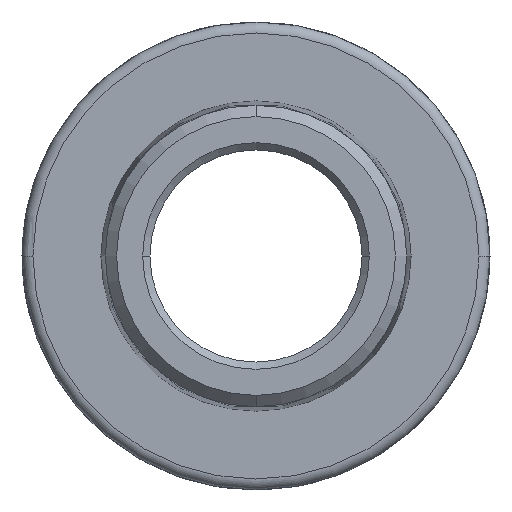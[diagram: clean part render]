
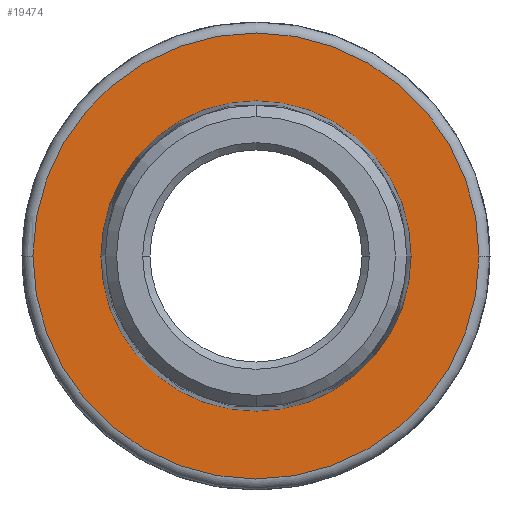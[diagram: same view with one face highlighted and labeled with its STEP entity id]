
A CAD part, front view. The second image highlights one B-rep face of the part: STEP entity #19474.
In plain terms, the highlighted planar face has unit normal (0, -1, 0).
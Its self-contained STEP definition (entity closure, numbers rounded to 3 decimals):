
#67=CARTESIAN_POINT('',(0.,-21.,0.));
#68=DIRECTION('',(0.,1.,0.));
#69=DIRECTION('',(1.,0.,-0.004));
#70=AXIS2_PLACEMENT_3D('',#67,#68,#69);
#72=CARTESIAN_POINT('',(0.,-21.,0.));
#73=DIRECTION('',(0.,1.,0.));
#74=DIRECTION('',(-1.,0.,0.004));
#75=AXIS2_PLACEMENT_3D('',#72,#73,#74);
#77=CARTESIAN_POINT('',(0.,-21.,0.));
#78=DIRECTION('',(0.,-1.,0.));
#79=DIRECTION('',(-1.,0.,0.));
#80=AXIS2_PLACEMENT_3D('',#77,#78,#79);
#82=CARTESIAN_POINT('',(0.,-21.,0.));
#83=DIRECTION('',(0.,-1.,0.));
#84=DIRECTION('',(1.,0.,0.));
#85=AXIS2_PLACEMENT_3D('',#82,#83,#84);
#87=CARTESIAN_POINT('',(0.,-21.,0.));
#88=DIRECTION('',(0.,-1.,0.));
#89=DIRECTION('',(1.,0.,-0.004));
#90=AXIS2_PLACEMENT_3D('',#87,#88,#89);
#107=CARTESIAN_POINT('',(0.,-21.,0.));
#108=DIRECTION('',(0.,-1.,0.));
#109=DIRECTION('',(-1.,0.,0.004));
#110=AXIS2_PLACEMENT_3D('',#107,#108,#109);
#16847=CARTESIAN_POINT('',(-30.5,-21.,0.122));
#16848=CARTESIAN_POINT('',(30.5,-21.,0.));
#16849=VERTEX_POINT('',#16847);
#16850=VERTEX_POINT('',#16848);
#16851=CARTESIAN_POINT('',(-30.5,-21.,0.));
#16852=VERTEX_POINT('',#16851);
#16853=CARTESIAN_POINT('',(30.5,-21.,-0.122));
#16854=VERTEX_POINT('',#16853);
#16855=CARTESIAN_POINT('',(-21.214,-21.,0.));
#16856=CARTESIAN_POINT('',(21.214,-21.,0.));
#16857=VERTEX_POINT('',#16855);
#16858=VERTEX_POINT('',#16856);
#19455=CARTESIAN_POINT('',(0.,-21.,0.));
#19456=DIRECTION('',(0.,1.,0.));
#19457=DIRECTION('',(1.,0.,0.));
#19458=AXIS2_PLACEMENT_3D('',#19455,#19456,#19457);
#19459=PLANE('',#19458);
#19461=ORIENTED_EDGE('',*,*,#19460,.F.);
#19463=ORIENTED_EDGE('',*,*,#19462,.T.);
#19465=ORIENTED_EDGE('',*,*,#19464,.F.);
#19467=ORIENTED_EDGE('',*,*,#19466,.T.);
#19468=EDGE_LOOP('',(#19461,#19463,#19465,#19467));
#19469=FACE_OUTER_BOUND('',#19468,.F.);
#19470=ORIENTED_EDGE('',*,*,#19432,.T.);
#19471=ORIENTED_EDGE('',*,*,#19450,.T.);
#19472=EDGE_LOOP('',(#19470,#19471));
#19473=FACE_BOUND('',#19472,.F.);
#19474=ADVANCED_FACE('',(#19469,#19473),#19459,.F.);
#71=CIRCLE('',#70,30.5);
#76=CIRCLE('',#75,30.5);
#81=CIRCLE('',#80,21.214);
#86=CIRCLE('',#85,21.214);
#91=CIRCLE('',#90,30.5);
#111=CIRCLE('',#110,30.5);
#19432=EDGE_CURVE('',#16857,#16858,#81,.T.);
#19450=EDGE_CURVE('',#16858,#16857,#86,.T.);
#19460=EDGE_CURVE('',#16854,#16850,#91,.T.);
#19462=EDGE_CURVE('',#16854,#16852,#71,.T.);
#19464=EDGE_CURVE('',#16849,#16852,#111,.T.);
#19466=EDGE_CURVE('',#16849,#16850,#76,.T.);
